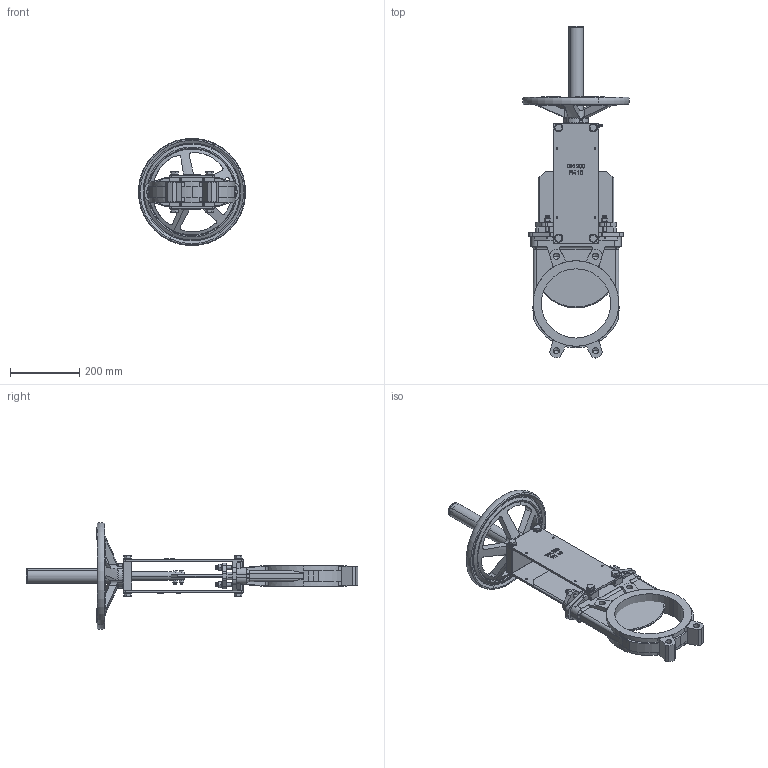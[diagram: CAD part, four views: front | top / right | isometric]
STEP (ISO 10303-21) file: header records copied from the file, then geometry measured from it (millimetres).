
FILE_DESCRIPTION (( 'STEP AP214' ), '1' );
FILE_NAME ('FB700-Plattenschieber-Stoffschieber-DN200-PN10-Handrad-Steigender-Spindel-Fergo.STEP', '2022-09-22T10:20:25', ( '' ), ( '' ), 'SwSTEP 2.0', 'SolidWorks 2022', '' );
FILE_SCHEMA (( 'AUTOMOTIVE_DESIGN' ));
Length unit declared in the file: millimetre
Products named in the file (1): FB700-Plattenschieber-Stoffschieber-DN200-PN10-Handrad-Steigender-Spindel-Fergo
Bounding box: 308.85 x 958.94 x 308.85 mm (x, y, z)
Volume: 5405228.8 mm3; surface area: 987352.4 mm2
Topology: 45 solids, 45 shells, 1893 faces, 4886 edges, 3144 vertices
Faces by surface type: cylinder 701, plane 606, bspline 351, cone 176, torus 59
Entity records: 121444 total; most frequent: CARTESIAN_POINT 75403, ORIENTED_EDGE 9712, DIRECTION 6887, EDGE_CURVE 4856, VERTEX_POINT 3144, AXIS2_PLACEMENT_3D 2460, EDGE_LOOP 2096, LINE 1967
